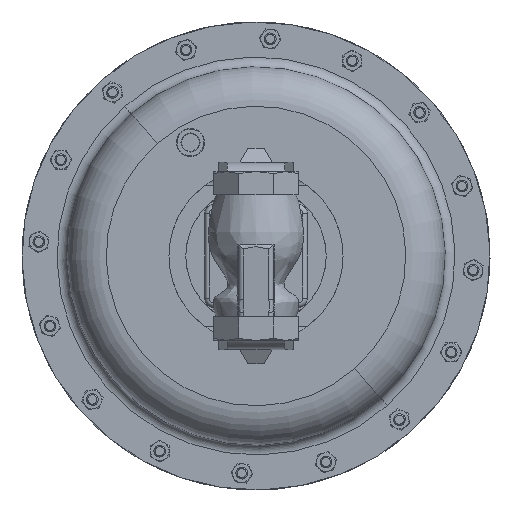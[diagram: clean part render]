
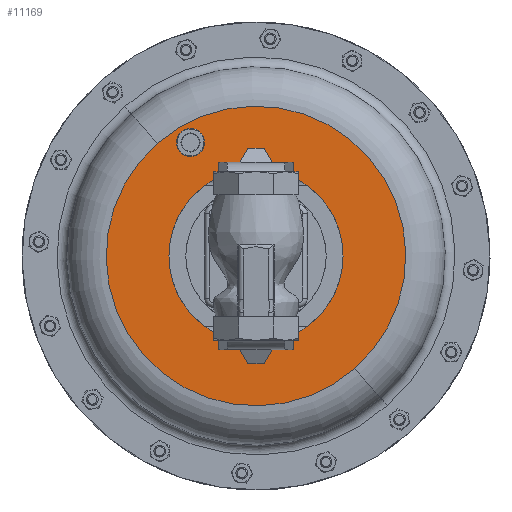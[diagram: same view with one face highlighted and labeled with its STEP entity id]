
A CAD part, front view. The second image highlights one B-rep face of the part: STEP entity #11169.
In plain terms, the highlighted planar face has unit normal (0, -1, 0).
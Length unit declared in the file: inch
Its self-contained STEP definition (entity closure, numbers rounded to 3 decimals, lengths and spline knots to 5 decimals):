
#276 = AXIS2_PLACEMENT_3D ( 'NONE', #9806, #27656, #12374 ) ;
#532 = DIRECTION ( 'NONE',  ( -0.659, 0., 0.752 ) ) ;
#1405 = EDGE_CURVE ( 'NONE', #7339, #21855, #30581, .T. ) ;
#1579 = PLANE ( 'NONE',  #12619 ) ;
#1841 = VERTEX_POINT ( 'NONE', #31658 ) ;
#2222 = EDGE_CURVE ( 'NONE', #6012, #1841, #18576, .T. ) ;
#2351 = FACE_OUTER_BOUND ( 'NONE', #19594, .T. ) ;
#3972 = FACE_BOUND ( 'NONE', #13113, .T. ) ;
#4686 = CARTESIAN_POINT ( 'NONE',  ( 0., 7.835, -2.25 ) ) ;
#4880 = CARTESIAN_POINT ( 'NONE',  ( -2.63738, 7.835, 0.75736 ) ) ;
#4987 = DIRECTION ( 'NONE',  ( 0., -1., 0. ) ) ;
#6012 = VERTEX_POINT ( 'NONE', #30796 ) ;
#7031 = EDGE_CURVE ( 'NONE', #16609, #32638, #30050, .T. ) ;
#7273 = DIRECTION ( 'NONE',  ( 0., 0., -1. ) ) ;
#7339 = VERTEX_POINT ( 'NONE', #26637 ) ;
#7357 = CARTESIAN_POINT ( 'NONE',  ( 0., 7.835, -2.25 ) ) ;
#8412 = ORIENTED_EDGE ( 'NONE', *, *, #1405, .F. ) ;
#8552 = CIRCLE ( 'NONE', #14398, 4. ) ;
#9314 = DIRECTION ( 'NONE',  ( 0., -1., 0. ) ) ;
#9578 = EDGE_LOOP ( 'NONE', ( #17661, #13348 ) ) ;
#9781 = CARTESIAN_POINT ( 'NONE',  ( 0., 7.835, -2.25 ) ) ;
#9806 = CARTESIAN_POINT ( 'NONE',  ( -1.75, 7.835, 0.78109 ) ) ;
#9928 = DIRECTION ( 'NONE',  ( -0.659, 0., 0.752 ) ) ;
#10375 = ORIENTED_EDGE ( 'NONE', *, *, #30640, .T. ) ;
#11169 = ADVANCED_FACE ( 'NONE', ( #29545, #2351, #3972 ), #1579, .T. ) ;
#12349 = DIRECTION ( 'NONE',  ( -0.659, 0., 0.752 ) ) ;
#12374 = DIRECTION ( 'NONE',  ( -0.659, 0., 0.752 ) ) ;
#12619 = AXIS2_PLACEMENT_3D ( 'NONE', #24614, #9314, #27154 ) ;
#13113 = EDGE_LOOP ( 'NONE', ( #10375, #20468 ) ) ;
#13348 = ORIENTED_EDGE ( 'NONE', *, *, #7031, .F. ) ;
#14398 = AXIS2_PLACEMENT_3D ( 'NONE', #9781, #27629, #12349 ) ;
#15905 = DIRECTION ( 'NONE',  ( 0., 1., 0. ) ) ;
#16609 = VERTEX_POINT ( 'NONE', #25932 ) ;
#17661 = ORIENTED_EDGE ( 'NONE', *, *, #19892, .F. ) ;
#18576 = CIRCLE ( 'NONE', #276, 0.375 ) ;
#19594 = EDGE_LOOP ( 'NONE', ( #28272, #8412 ) ) ;
#19844 = AXIS2_PLACEMENT_3D ( 'NONE', #4686, #22582, #7273 ) ;
#19892 = EDGE_CURVE ( 'NONE', #32638, #16609, #23731, .T. ) ;
#20287 = CARTESIAN_POINT ( 'NONE',  ( 0., 7.835, -2.25 ) ) ;
#20468 = ORIENTED_EDGE ( 'NONE', *, *, #2222, .T. ) ;
#21855 = VERTEX_POINT ( 'NONE', #4880 ) ;
#22307 = CARTESIAN_POINT ( 'NONE',  ( -2.325, 7.835, -2.25 ) ) ;
#22582 = DIRECTION ( 'NONE',  ( 0., -1., 0. ) ) ;
#22886 = DIRECTION ( 'NONE',  ( 0., 0., -1. ) ) ;
#22990 = AXIS2_PLACEMENT_3D ( 'NONE', #7357, #25219, #9928 ) ;
#23550 = AXIS2_PLACEMENT_3D ( 'NONE', #31179, #15905, #532 ) ;
#23731 = CIRCLE ( 'NONE', #19844, 2.325 ) ;
#24614 = CARTESIAN_POINT ( 'NONE',  ( 3.00736, 7.835, 0.38738 ) ) ;
#25219 = DIRECTION ( 'NONE',  ( 0., 1., 0. ) ) ;
#25932 = CARTESIAN_POINT ( 'NONE',  ( 2.325, 7.835, -2.25 ) ) ;
#26637 = CARTESIAN_POINT ( 'NONE',  ( 2.63738, 7.835, -5.25736 ) ) ;
#27154 = DIRECTION ( 'NONE',  ( 0.659, 0., -0.752 ) ) ;
#27629 = DIRECTION ( 'NONE',  ( 0., 1., 0. ) ) ;
#27656 = DIRECTION ( 'NONE',  ( 0., 1., 0. ) ) ;
#28272 = ORIENTED_EDGE ( 'NONE', *, *, #31622, .F. ) ;
#29368 = CIRCLE ( 'NONE', #23550, 0.375 ) ;
#29545 = FACE_BOUND ( 'NONE', #9578, .T. ) ;
#30050 = CIRCLE ( 'NONE', #32989, 2.325 ) ;
#30581 = CIRCLE ( 'NONE', #22990, 4. ) ;
#30640 = EDGE_CURVE ( 'NONE', #1841, #6012, #29368, .T. ) ;
#30796 = CARTESIAN_POINT ( 'NONE',  ( -1.50275, 7.835, 0.49915 ) ) ;
#31179 = CARTESIAN_POINT ( 'NONE',  ( -1.75, 7.835, 0.78109 ) ) ;
#31622 = EDGE_CURVE ( 'NONE', #21855, #7339, #8552, .T. ) ;
#31658 = CARTESIAN_POINT ( 'NONE',  ( -1.99725, 7.835, 1.06303 ) ) ;
#32638 = VERTEX_POINT ( 'NONE', #22307 ) ;
#32989 = AXIS2_PLACEMENT_3D ( 'NONE', #20287, #4987, #22886 ) ;
